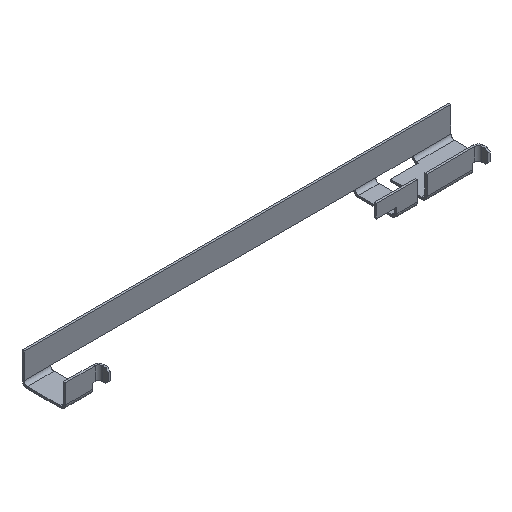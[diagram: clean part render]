
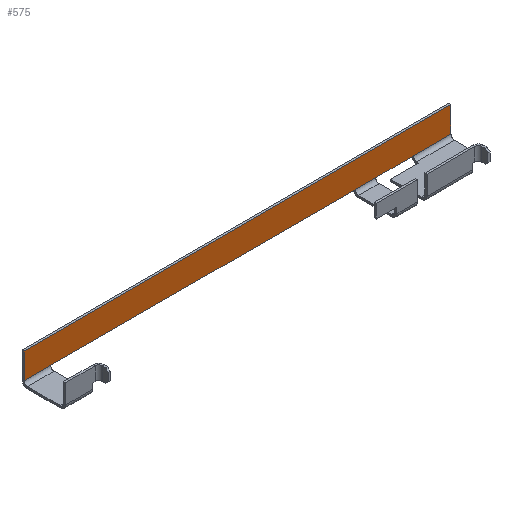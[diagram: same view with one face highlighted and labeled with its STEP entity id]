
A CAD part, isometric view. The second image highlights one B-rep face of the part: STEP entity #575.
In plain terms, the highlighted planar face has unit normal (0, -1, 0).
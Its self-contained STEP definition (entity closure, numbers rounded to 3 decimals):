
#48 = VERTEX_POINT ( 'NONE', #1211 ) ;
#95 = ORIENTED_EDGE ( 'NONE', *, *, #1011, .F. ) ;
#159 = VERTEX_POINT ( 'NONE', #1022 ) ;
#184 = EDGE_LOOP ( 'NONE', ( #822, #2118, #1886, #775, #1216, #1470, #95, #885 ) ) ;
#247 = DIRECTION ( 'NONE',  ( 0., 0., 1. ) ) ;
#254 = VERTEX_POINT ( 'NONE', #1056 ) ;
#295 = PLANE ( 'NONE',  #1190 ) ;
#337 = VECTOR ( 'NONE', #398, 1000. ) ;
#398 = DIRECTION ( 'NONE',  ( -1., 0., 0. ) ) ;
#421 = DIRECTION ( 'NONE',  ( -1., 0., 0. ) ) ;
#445 = DIRECTION ( 'NONE',  ( 1., 0., 0. ) ) ;
#450 = LINE ( 'NONE', #1535, #2342 ) ;
#457 = EDGE_CURVE ( 'NONE', #1627, #559, #1157, .T. ) ;
#487 = VECTOR ( 'NONE', #247, 1000. ) ;
#559 = VERTEX_POINT ( 'NONE', #857 ) ;
#575 = ADVANCED_FACE ( 'NONE', ( #2128 ), #295, .T. ) ;
#608 = LINE ( 'NONE', #1187, #487 ) ;
#614 = VECTOR ( 'NONE', #445, 1000. ) ;
#690 = VERTEX_POINT ( 'NONE', #2243 ) ;
#775 = ORIENTED_EDGE ( 'NONE', *, *, #1999, .F. ) ;
#794 = EDGE_CURVE ( 'NONE', #1412, #159, #1487, .T. ) ;
#805 = VECTOR ( 'NONE', #2294, 1000. ) ;
#822 = ORIENTED_EDGE ( 'NONE', *, *, #1376, .F. ) ;
#857 = CARTESIAN_POINT ( 'NONE',  ( -13.65, 3.75, -0.74 ) ) ;
#872 = CARTESIAN_POINT ( 'NONE',  ( 8.6, 3.75, -0.74 ) ) ;
#885 = ORIENTED_EDGE ( 'NONE', *, *, #794, .F. ) ;
#895 = DIRECTION ( 'NONE',  ( 0., -1., 0. ) ) ;
#953 = CARTESIAN_POINT ( 'NONE',  ( 10.1, 3.75, -0.74 ) ) ;
#1011 = EDGE_CURVE ( 'NONE', #159, #48, #1762, .T. ) ;
#1022 = CARTESIAN_POINT ( 'NONE',  ( 15.6, 3.75, 1.14 ) ) ;
#1045 = CARTESIAN_POINT ( 'NONE',  ( -15.6, 3.75, 1.14 ) ) ;
#1056 = CARTESIAN_POINT ( 'NONE',  ( 12.85, 3.75, -0.74 ) ) ;
#1072 = CARTESIAN_POINT ( 'NONE',  ( 0., 3.75, 0. ) ) ;
#1157 = LINE ( 'NONE', #1861, #1407 ) ;
#1181 = CARTESIAN_POINT ( 'NONE',  ( 15.6, 3.75, 1.14 ) ) ;
#1187 = CARTESIAN_POINT ( 'NONE',  ( -15.6, 3.75, 1.14 ) ) ;
#1190 = AXIS2_PLACEMENT_3D ( 'NONE', #1072, #895, #1274 ) ;
#1211 = CARTESIAN_POINT ( 'NONE',  ( 15.6, 3.75, -0.74 ) ) ;
#1216 = ORIENTED_EDGE ( 'NONE', *, *, #2252, .F. ) ;
#1221 = DIRECTION ( 'NONE',  ( -1., 0., 0. ) ) ;
#1274 = DIRECTION ( 'NONE',  ( 0., 0., -1. ) ) ;
#1336 = VECTOR ( 'NONE', #1806, 1000. ) ;
#1369 = CARTESIAN_POINT ( 'NONE',  ( -15.6, 3.75, 1.14 ) ) ;
#1371 = LINE ( 'NONE', #1383, #1739 ) ;
#1376 = EDGE_CURVE ( 'NONE', #690, #1412, #608, .T. ) ;
#1382 = EDGE_CURVE ( 'NONE', #559, #690, #1587, .T. ) ;
#1383 = CARTESIAN_POINT ( 'NONE',  ( -15.6, 3.75, -0.74 ) ) ;
#1407 = VECTOR ( 'NONE', #1694, 1000. ) ;
#1412 = VERTEX_POINT ( 'NONE', #1045 ) ;
#1470 = ORIENTED_EDGE ( 'NONE', *, *, #2111, .F. ) ;
#1487 = LINE ( 'NONE', #1369, #614 ) ;
#1535 = CARTESIAN_POINT ( 'NONE',  ( 10.1, 3.75, -0.74 ) ) ;
#1587 = LINE ( 'NONE', #2263, #337 ) ;
#1627 = VERTEX_POINT ( 'NONE', #872 ) ;
#1694 = DIRECTION ( 'NONE',  ( -1., 0., 0. ) ) ;
#1739 = VECTOR ( 'NONE', #1221, 1000. ) ;
#1762 = LINE ( 'NONE', #1181, #805 ) ;
#1806 = DIRECTION ( 'NONE',  ( -1., 0., 0. ) ) ;
#1861 = CARTESIAN_POINT ( 'NONE',  ( -15.6, 3.75, -0.74 ) ) ;
#1886 = ORIENTED_EDGE ( 'NONE', *, *, #457, .F. ) ;
#1999 = EDGE_CURVE ( 'NONE', #2375, #1627, #450, .T. ) ;
#2111 = EDGE_CURVE ( 'NONE', #48, #254, #1371, .T. ) ;
#2118 = ORIENTED_EDGE ( 'NONE', *, *, #1382, .F. ) ;
#2128 = FACE_OUTER_BOUND ( 'NONE', #184, .T. ) ;
#2243 = CARTESIAN_POINT ( 'NONE',  ( -15.6, 3.75, -0.74 ) ) ;
#2252 = EDGE_CURVE ( 'NONE', #254, #2375, #2304, .T. ) ;
#2263 = CARTESIAN_POINT ( 'NONE',  ( -13.65, 3.75, -0.74 ) ) ;
#2294 = DIRECTION ( 'NONE',  ( 0., 0., -1. ) ) ;
#2304 = LINE ( 'NONE', #2349, #1336 ) ;
#2342 = VECTOR ( 'NONE', #421, 1000. ) ;
#2349 = CARTESIAN_POINT ( 'NONE',  ( -15.6, 3.75, -0.74 ) ) ;
#2375 = VERTEX_POINT ( 'NONE', #953 ) ;
